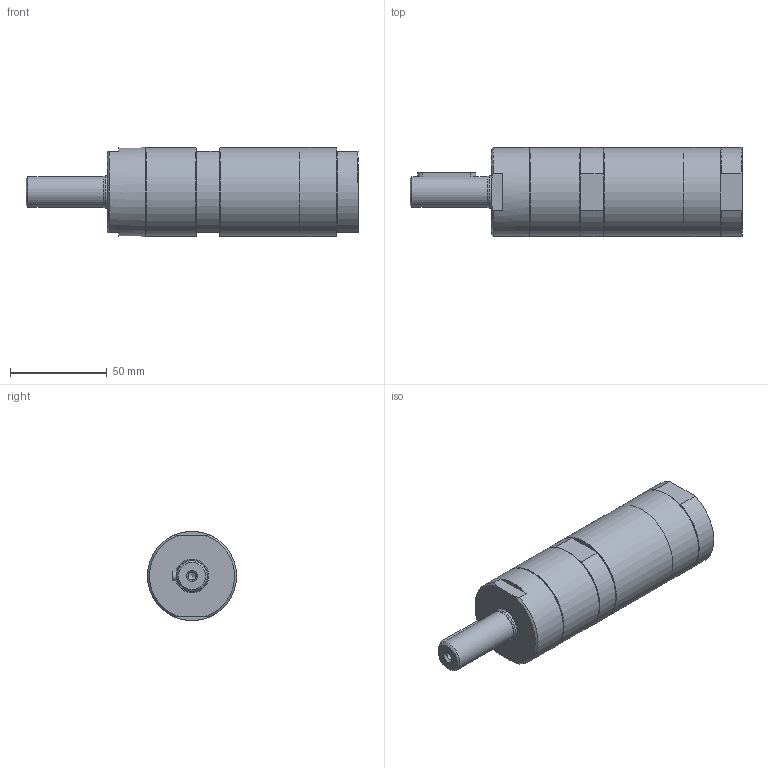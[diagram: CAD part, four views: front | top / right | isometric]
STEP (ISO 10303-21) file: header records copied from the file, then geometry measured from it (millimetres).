
FILE_DESCRIPTION(/* description */ (''),/* implementation_level */ '2;1');
FILE_NAME(/* name */ 'MRD 65-10500_60024557.stp',/* time_stamp */ '2018-08-17T08:46:16+02:00',/* author */ ('FLambert'),/* organization */ (''),/* preprocessor_version */ 'ST-DEVELOPER v17',/* originating_system */ 'Autodesk Inventor 2018',/* authorisation */ '');
FILE_SCHEMA (('AUTOMOTIVE_DESIGN { 1 0 10303 214 3 1 1 }'));
Length unit declared in the file: millimetre
Products named in the file (1): MRD 65-10500_60024557
Bounding box: 171.5 x 46 x 46 mm (x, y, z)
Volume: 219255.3 mm3; surface area: 26123.4 mm2
Topology: 1 solids, 1 shells, 144 faces, 375 edges, 249 vertices
Faces by surface type: plane 99, cone 20, cylinder 18, bspline 7
Full cylindrical faces by diameter (mm): 4 x1, 4.134 x1, 11.445 x1, 16 x1, 16.95 x1, 17.5 x1, 18.631 x1, 40 x1, 46 x4
Entity records: 4654 total; most frequent: CARTESIAN_POINT 951, ORIENTED_EDGE 748, DIRECTION 692, EDGE_CURVE 374, VERTEX_POINT 249, LINE 240, VECTOR 240, AXIS2_PLACEMENT_3D 226
